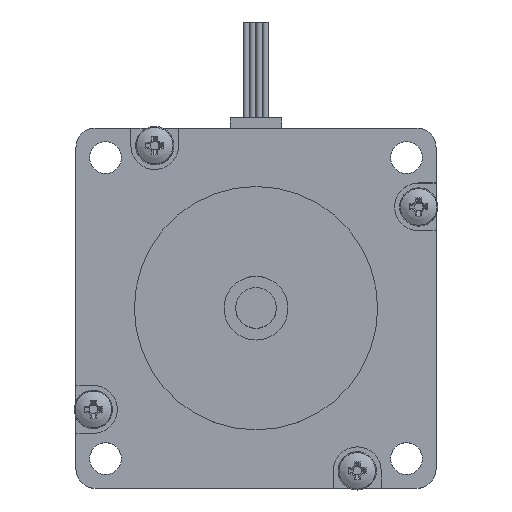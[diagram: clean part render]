
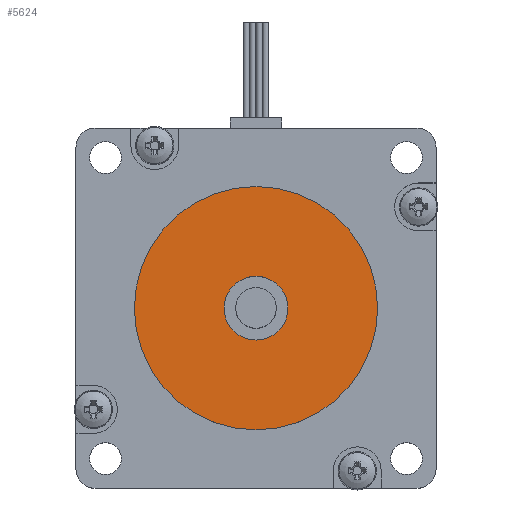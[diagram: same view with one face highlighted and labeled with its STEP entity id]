
A CAD part, top view. The second image highlights one B-rep face of the part: STEP entity #5624.
In plain terms, the highlighted planar face has unit normal (0, 0, 1).
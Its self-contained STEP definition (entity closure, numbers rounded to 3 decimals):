
#285=FACE_BOUND('',#692,.T.);
#356=FACE_OUTER_BOUND('',#691,.T.);
#691=EDGE_LOOP('',(#3913));
#692=EDGE_LOOP('',(#3914));
#1804=CIRCLE('',#5936,5.);
#1854=CIRCLE('',#6044,19.05);
#2171=VERTEX_POINT('',#8460);
#2265=VERTEX_POINT('',#8763);
#2744=EDGE_CURVE('',#2171,#2171,#1804,.T.);
#2895=EDGE_CURVE('',#2265,#2265,#1854,.T.);
#3913=ORIENTED_EDGE('',*,*,#2895,.F.);
#3914=ORIENTED_EDGE('',*,*,#2744,.T.);
#5293=PLANE('',#6045);
#5624=ADVANCED_FACE('',(#356,#285),#5293,.F.);
#5936=AXIS2_PLACEMENT_3D('',#8461,#6657,#6658);
#6044=AXIS2_PLACEMENT_3D('',#8764,#6974,#6975);
#6045=AXIS2_PLACEMENT_3D('',#8766,#6977,#6978);
#6657=DIRECTION('center_axis',(0.,0.,-1.));
#6658=DIRECTION('ref_axis',(-1.,0.,0.));
#6974=DIRECTION('center_axis',(0.,0.,-1.));
#6975=DIRECTION('ref_axis',(-1.,0.,0.));
#6977=DIRECTION('center_axis',(0.,0.,-1.));
#6978=DIRECTION('ref_axis',(-1.,0.,0.));
#8460=CARTESIAN_POINT('',(5.,0.,6.3));
#8461=CARTESIAN_POINT('Origin',(0.,0.,
6.3));
#8763=CARTESIAN_POINT('',(19.05,0.,6.3));
#8764=CARTESIAN_POINT('Origin',(0.,0.,
6.3));
#8766=CARTESIAN_POINT('Origin',(0.,0.,
6.3));
